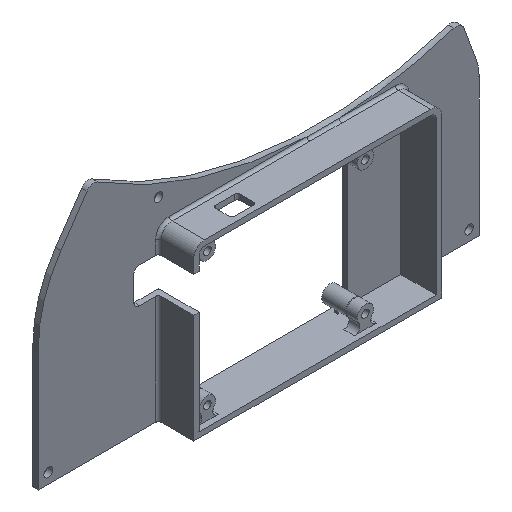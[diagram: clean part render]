
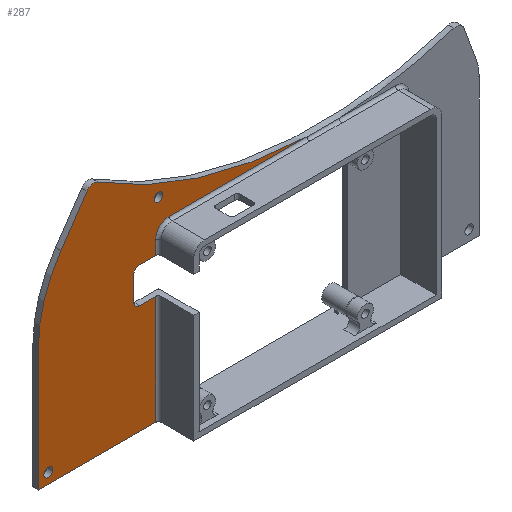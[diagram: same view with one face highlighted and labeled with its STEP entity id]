
A CAD part, isometric view. The second image highlights one B-rep face of the part: STEP entity #287.
In plain terms, the highlighted planar face has unit normal (0, -1, 0).
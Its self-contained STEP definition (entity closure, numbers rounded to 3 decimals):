
#63 = VERTEX_POINT('',#64);
#64 = CARTESIAN_POINT('',(-61.5,-39.,-164.));
#71 = EDGE_CURVE('',#63,#72,#74,.T.);
#72 = VERTEX_POINT('',#73);
#73 = CARTESIAN_POINT('',(-67.5,-39.,-164.));
#74 = LINE('',#75,#76);
#75 = CARTESIAN_POINT('',(-41.771,-39.,-164.));
#76 = VECTOR('',#77,1.);
#77 = DIRECTION('',(-1.,0.,-0.));
#118 = VERTEX_POINT('',#119);
#119 = CARTESIAN_POINT('',(-61.5,-39.,-159.));
#128 = EDGE_CURVE('',#118,#63,#129,.T.);
#129 = LINE('',#130,#131);
#130 = CARTESIAN_POINT('',(-61.5,-39.,-159.));
#131 = VECTOR('',#132,1.);
#132 = DIRECTION('',(0.,0.,-1.));
#287 = ADVANCED_FACE('',(#288,#400,#411),#422,.F.);
#288 = FACE_BOUND('',#289,.F.);
#289 = EDGE_LOOP('',(#290,#300,#308,#317,#325,#334,#343,#351,#358,#359,
    #360,#369,#377,#386,#394));
#290 = ORIENTED_EDGE('',*,*,#291,.F.);
#291 = EDGE_CURVE('',#292,#294,#296,.T.);
#292 = VERTEX_POINT('',#293);
#293 = CARTESIAN_POINT('',(-104.571,-39.,-217.));
#294 = VERTEX_POINT('',#295);
#295 = CARTESIAN_POINT('',(-61.5,-39.,-217.));
#296 = LINE('',#297,#298);
#297 = CARTESIAN_POINT('',(-104.571,-39.,-217.));
#298 = VECTOR('',#299,1.);
#299 = DIRECTION('',(1.,0.,0.));
#300 = ORIENTED_EDGE('',*,*,#301,.T.);
#301 = EDGE_CURVE('',#292,#302,#304,.T.);
#302 = VERTEX_POINT('',#303);
#303 = CARTESIAN_POINT('',(-104.571,-39.,-171.953));
#304 = LINE('',#305,#306);
#305 = CARTESIAN_POINT('',(-104.571,-39.,-217.));
#306 = VECTOR('',#307,1.);
#307 = DIRECTION('',(0.,0.,1.));
#308 = ORIENTED_EDGE('',*,*,#309,.T.);
#309 = EDGE_CURVE('',#302,#310,#312,.T.);
#310 = VERTEX_POINT('',#311);
#311 = CARTESIAN_POINT('',(-96.254,-39.,-144.979));
#312 = CIRCLE('',#313,47.9);
#313 = AXIS2_PLACEMENT_3D('',#314,#315,#316);
#314 = CARTESIAN_POINT('',(-56.671,-39.,-171.953));
#315 = DIRECTION('',(0.,1.,0.));
#316 = DIRECTION('',(1.,0.,0.));
#317 = ORIENTED_EDGE('',*,*,#318,.T.);
#318 = EDGE_CURVE('',#310,#319,#321,.T.);
#319 = VERTEX_POINT('',#320);
#320 = CARTESIAN_POINT('',(-86.693,-39.,-130.949));
#321 = LINE('',#322,#323);
#322 = CARTESIAN_POINT('',(-96.254,-39.,-144.979));
#323 = VECTOR('',#324,1.);
#324 = DIRECTION('',(0.563,0.,0.826));
#325 = ORIENTED_EDGE('',*,*,#326,.T.);
#326 = EDGE_CURVE('',#319,#327,#329,.T.);
#327 = VERTEX_POINT('',#328);
#328 = CARTESIAN_POINT('',(-82.606,-39.,-130.106));
#329 = CIRCLE('',#330,3.);
#330 = AXIS2_PLACEMENT_3D('',#331,#332,#333);
#331 = CARTESIAN_POINT('',(-84.214,-39.,-132.638));
#332 = DIRECTION('',(0.,1.,0.));
#333 = DIRECTION('',(0.,0.,1.));
#334 = ORIENTED_EDGE('',*,*,#335,.F.);
#335 = EDGE_CURVE('',#336,#327,#338,.T.);
#336 = VERTEX_POINT('',#337);
#337 = CARTESIAN_POINT('',(-5.935,-39.,-154.));
#338 = CIRCLE('',#339,154.114);
#339 = AXIS2_PLACEMENT_3D('',#340,#341,#342);
#340 = CARTESIAN_POINT('',(0.,-39.,0.));
#341 = DIRECTION('',(0.,1.,0.));
#342 = DIRECTION('',(1.,0.,0.));
#343 = ORIENTED_EDGE('',*,*,#344,.T.);
#344 = EDGE_CURVE('',#336,#345,#347,.T.);
#345 = VERTEX_POINT('',#346);
#346 = CARTESIAN_POINT('',(-56.5,-39.,-154.));
#347 = LINE('',#348,#349);
#348 = CARTESIAN_POINT('',(26.5,-39.,-154.));
#349 = VECTOR('',#350,1.);
#350 = DIRECTION('',(-1.,0.,0.));
#351 = ORIENTED_EDGE('',*,*,#352,.T.);
#352 = EDGE_CURVE('',#345,#118,#353,.T.);
#353 = CIRCLE('',#354,5.);
#354 = AXIS2_PLACEMENT_3D('',#355,#356,#357);
#355 = CARTESIAN_POINT('',(-56.5,-39.,-159.));
#356 = DIRECTION('',(0.,-1.,0.));
#357 = DIRECTION('',(0.,0.,1.));
#358 = ORIENTED_EDGE('',*,*,#128,.T.);
#359 = ORIENTED_EDGE('',*,*,#71,.T.);
#360 = ORIENTED_EDGE('',*,*,#361,.F.);
#361 = EDGE_CURVE('',#362,#72,#364,.T.);
#362 = VERTEX_POINT('',#363);
#363 = CARTESIAN_POINT('',(-69.5,-39.,-166.));
#364 = CIRCLE('',#365,2.);
#365 = AXIS2_PLACEMENT_3D('',#366,#367,#368);
#366 = CARTESIAN_POINT('',(-67.5,-39.,-166.));
#367 = DIRECTION('',(0.,1.,0.));
#368 = DIRECTION('',(1.,0.,0.));
#369 = ORIENTED_EDGE('',*,*,#370,.T.);
#370 = EDGE_CURVE('',#362,#371,#373,.T.);
#371 = VERTEX_POINT('',#372);
#372 = CARTESIAN_POINT('',(-69.5,-39.,-175.));
#373 = LINE('',#374,#375);
#374 = CARTESIAN_POINT('',(-69.5,-39.,-173.504));
#375 = VECTOR('',#376,1.);
#376 = DIRECTION('',(0.,0.,-1.));
#377 = ORIENTED_EDGE('',*,*,#378,.F.);
#378 = EDGE_CURVE('',#379,#371,#381,.T.);
#379 = VERTEX_POINT('',#380);
#380 = CARTESIAN_POINT('',(-67.5,-39.,-177.));
#381 = CIRCLE('',#382,2.);
#382 = AXIS2_PLACEMENT_3D('',#383,#384,#385);
#383 = CARTESIAN_POINT('',(-67.5,-39.,-175.));
#384 = DIRECTION('',(0.,1.,0.));
#385 = DIRECTION('',(1.,0.,0.));
#386 = ORIENTED_EDGE('',*,*,#387,.T.);
#387 = EDGE_CURVE('',#379,#388,#390,.T.);
#388 = VERTEX_POINT('',#389);
#389 = CARTESIAN_POINT('',(-61.5,-39.,-177.));
#390 = LINE('',#391,#392);
#391 = CARTESIAN_POINT('',(-46.271,-39.,-177.));
#392 = VECTOR('',#393,1.);
#393 = DIRECTION('',(1.,0.,0.));
#394 = ORIENTED_EDGE('',*,*,#395,.T.);
#395 = EDGE_CURVE('',#388,#294,#396,.T.);
#396 = LINE('',#397,#398);
#397 = CARTESIAN_POINT('',(-61.5,-39.,-177.));
#398 = VECTOR('',#399,1.);
#399 = DIRECTION('',(0.,0.,-1.));
#400 = FACE_BOUND('',#401,.F.);
#401 = EDGE_LOOP('',(#402));
#402 = ORIENTED_EDGE('',*,*,#403,.T.);
#403 = EDGE_CURVE('',#404,#404,#406,.T.);
#404 = VERTEX_POINT('',#405);
#405 = CARTESIAN_POINT('',(-62.064,-39.,-145.973));
#406 = CIRCLE('',#407,1.6);
#407 = AXIS2_PLACEMENT_3D('',#408,#409,#410);
#408 = CARTESIAN_POINT('',(-60.464,-39.,-145.973));
#409 = DIRECTION('',(-0.,-1.,0.));
#410 = DIRECTION('',(-1.,0.,-0.));
#411 = FACE_BOUND('',#412,.F.);
#412 = EDGE_LOOP('',(#413));
#413 = ORIENTED_EDGE('',*,*,#414,.T.);
#414 = EDGE_CURVE('',#415,#415,#417,.T.);
#415 = VERTEX_POINT('',#416);
#416 = CARTESIAN_POINT('',(-102.521,-39.,-213.25));
#417 = CIRCLE('',#418,1.6);
#418 = AXIS2_PLACEMENT_3D('',#419,#420,#421);
#419 = CARTESIAN_POINT('',(-100.921,-39.,-213.25));
#420 = DIRECTION('',(-0.,-1.,0.));
#421 = DIRECTION('',(-1.,0.,-0.));
#422 = PLANE('',#423);
#423 = AXIS2_PLACEMENT_3D('',#424,#425,#426);
#424 = CARTESIAN_POINT('',(-25.042,-39.,-181.007));
#425 = DIRECTION('',(0.,1.,0.));
#426 = DIRECTION('',(1.,0.,0.));
